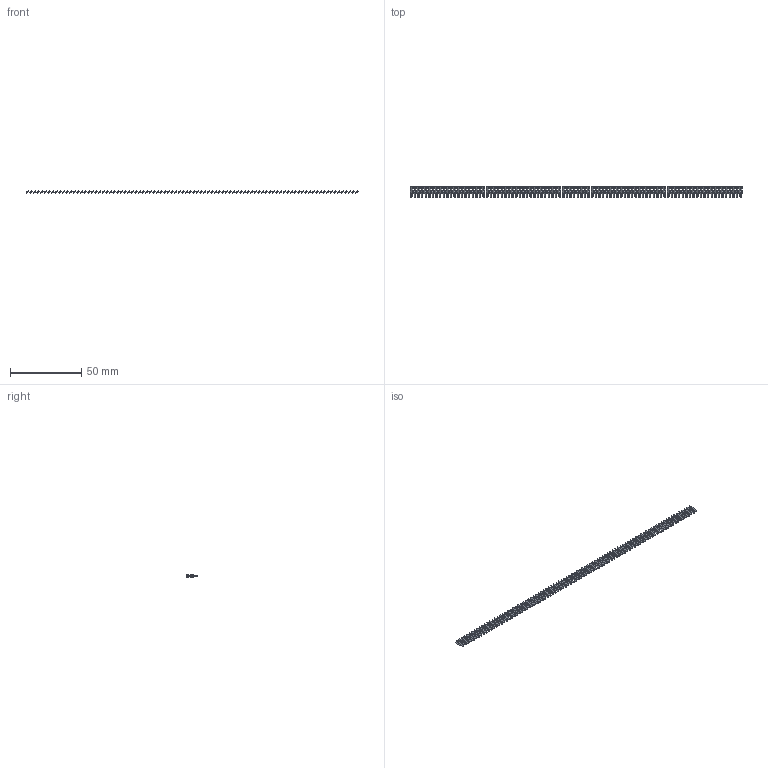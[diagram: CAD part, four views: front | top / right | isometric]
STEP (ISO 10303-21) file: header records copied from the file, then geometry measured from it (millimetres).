
FILE_DESCRIPTION (( 'STEP AP203' ), '1' );
FILE_NAME ('106-092-253-100.STEP', '2020-04-16T23:03:51', ( '' ), ( '' ), 'SwSTEP 2.0', 'SolidWorks 2016', '' );
FILE_SCHEMA (( 'CONFIG_CONTROL_DESIGN' ));
Length unit declared in the file: inch
Products named in the file (2): 106-092-253-100; 100-290-001_100-290-253
Assembly tree (92 placements, depth 2):
  106-092-253-100
    100-290-001_100-290-253  x92
Bounding box: 232.94 x 7.62 x 1.8 mm (x, y, z)
Volume: 507.6 mm3; surface area: 3165.5 mm2
Topology: 92 solids, 92 shells, 1840 faces, 4968 edges, 3312 vertices
Faces by surface type: plane 1748, cylinder 92
Entity records: 3732 total; most frequent: DIRECTION 286, CARTESIAN_POINT 205, CALENDAR_DATE 194, COORDINATED_UNIVERSAL_TIME_OFFSET 194, LOCAL_TIME 194, DATE_AND_TIME 194, AXIS2_PLACEMENT_3D 117, PERSON_AND_ORGANIZATION 108
